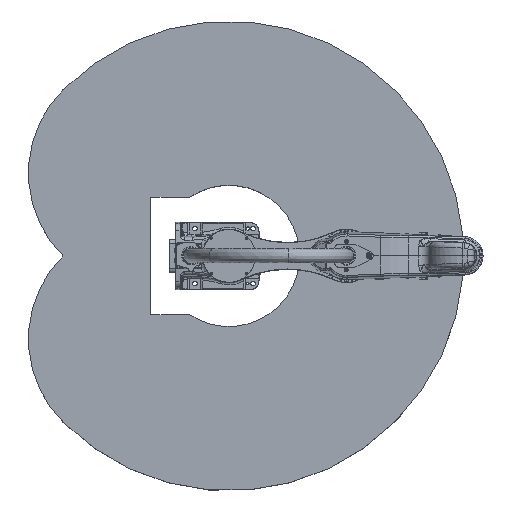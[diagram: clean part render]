
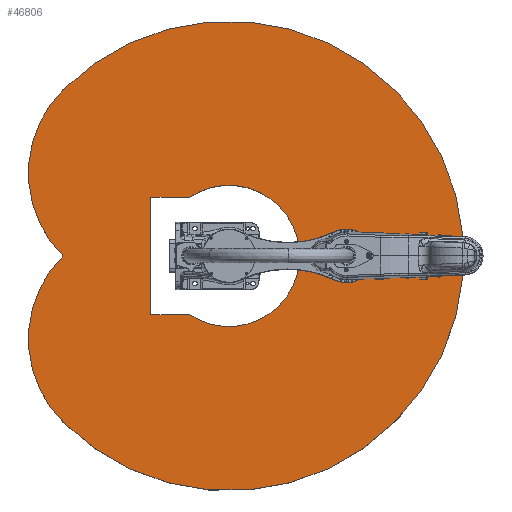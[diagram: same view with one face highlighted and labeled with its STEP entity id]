
A CAD part, top view. The second image highlights one B-rep face of the part: STEP entity #46806.
In plain terms, the highlighted planar face has unit normal (0, 0, 1).
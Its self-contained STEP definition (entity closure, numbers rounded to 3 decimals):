
#1057=FACE_BOUND('',#16744,.T.);
#4923=LINE('',#119233,#7722);
#4927=LINE('',#119240,#7726);
#4930=LINE('',#119246,#7729);
#7722=VECTOR('',#64095,10.);
#7726=VECTOR('',#64101,10.);
#7729=VECTOR('',#64106,10.);
#8777=PLANE('',#51908);
#10979=CIRCLE('',#51909,350.);
#10980=CIRCLE('',#51910,700.);
#10981=CIRCLE('',#51911,350.);
#10982=CIRCLE('',#51912,210.494);
#13660=FACE_OUTER_BOUND('',#16743,.T.);
#16743=EDGE_LOOP('',(#41697,#41698,#41699));
#16744=EDGE_LOOP('',(#41700,#41701,#41702,#41703));
#22056=VERTEX_POINT('',#119230);
#22057=VERTEX_POINT('',#119232);
#22059=VERTEX_POINT('',#119238);
#22061=VERTEX_POINT('',#119244);
#22062=VERTEX_POINT('',#119248);
#22063=VERTEX_POINT('',#119249);
#22064=VERTEX_POINT('',#119251);
#28602=EDGE_CURVE('',#22057,#22056,#4923,.T.);
#28606=EDGE_CURVE('',#22056,#22059,#4927,.T.);
#28609=EDGE_CURVE('',#22059,#22061,#4930,.T.);
#28610=EDGE_CURVE('',#22062,#22063,#10979,.T.);
#28611=EDGE_CURVE('',#22063,#22064,#10980,.T.);
#28612=EDGE_CURVE('',#22064,#22062,#10981,.T.);
#28613=EDGE_CURVE('',#22061,#22057,#10982,.T.);
#41697=ORIENTED_EDGE('',*,*,#28610,.T.);
#41698=ORIENTED_EDGE('',*,*,#28611,.T.);
#41699=ORIENTED_EDGE('',*,*,#28612,.T.);
#41700=ORIENTED_EDGE('',*,*,#28602,.T.);
#41701=ORIENTED_EDGE('',*,*,#28606,.T.);
#41702=ORIENTED_EDGE('',*,*,#28609,.T.);
#41703=ORIENTED_EDGE('',*,*,#28613,.T.);
#46806=ADVANCED_FACE('',(#13660,#1057),#8777,.T.);
#51908=AXIS2_PLACEMENT_3D('',#119247,#64107,#64108);
#51909=AXIS2_PLACEMENT_3D('',#119250,#64109,#64110);
#51910=AXIS2_PLACEMENT_3D('',#119252,#64111,#64112);
#51911=AXIS2_PLACEMENT_3D('',#119253,#64113,#64114);
#51912=AXIS2_PLACEMENT_3D('',#119254,#64115,#64116);
#64095=DIRECTION('',(-1.,0.,0.));
#64101=DIRECTION('',(0.,1.,0.));
#64106=DIRECTION('',(1.,0.,0.));
#64107=DIRECTION('center_axis',(0.,0.,1.));
#64108=DIRECTION('ref_axis',(1.,0.,0.));
#64109=DIRECTION('center_axis',(0.,0.,1.));
#64110=DIRECTION('ref_axis',(0.707,-0.707,0.));
#64111=DIRECTION('center_axis',(0.,0.,1.));
#64112=DIRECTION('ref_axis',(0.707,0.707,0.));
#64113=DIRECTION('center_axis',(0.,0.,1.));
#64114=DIRECTION('ref_axis',(0.707,-0.707,0.));
#64115=DIRECTION('center_axis',(0.,0.,-1.));
#64116=DIRECTION('ref_axis',(-1.,0.,0.));
#119230=CARTESIAN_POINT('',(-233.,-175.,200.));
#119232=CARTESIAN_POINT('',(-116.973,-175.,200.));
#119233=CARTESIAN_POINT('',(45.953,-175.,200.));
#119238=CARTESIAN_POINT('',(-233.,175.,200.));
#119240=CARTESIAN_POINT('',(-233.,-87.5,200.));
#119244=CARTESIAN_POINT('',(-116.973,175.,200.));
#119246=CARTESIAN_POINT('',(-108.047,175.,200.));
#119247=CARTESIAN_POINT('Origin',(16.906,0.,
200.));
#119248=CARTESIAN_POINT('',(-494.975,0.,200.));
#119249=CARTESIAN_POINT('',(-494.975,-494.975,200.));
#119250=CARTESIAN_POINT('Origin',(-247.487,-247.487,200.));
#119251=CARTESIAN_POINT('',(-494.975,494.975,200.));
#119252=CARTESIAN_POINT('Origin',(0.,0.,200.));
#119253=CARTESIAN_POINT('Origin',(-247.487,247.487,200.));
#119254=CARTESIAN_POINT('Origin',(0.,0.,200.));
